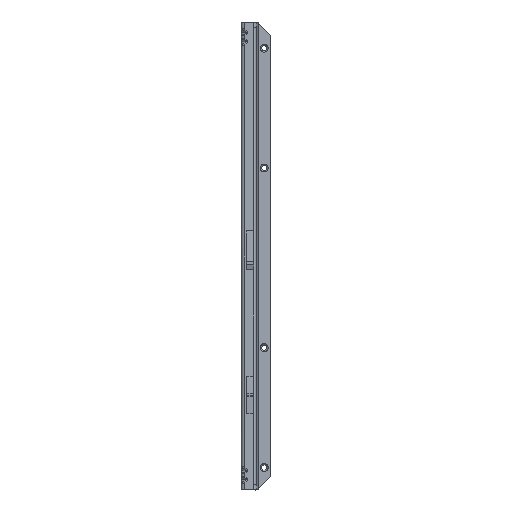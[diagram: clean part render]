
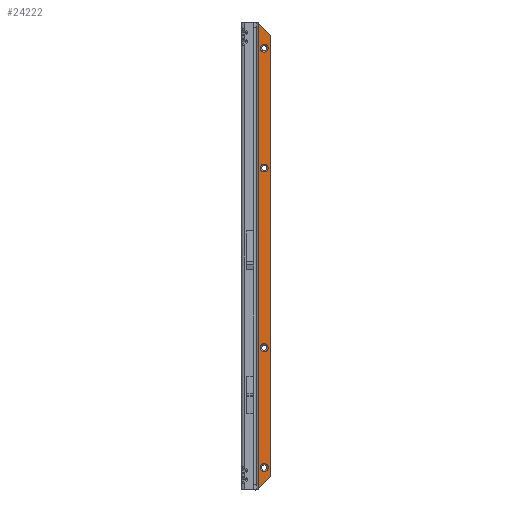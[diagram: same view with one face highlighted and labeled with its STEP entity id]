
A CAD part, front view. The second image highlights one B-rep face of the part: STEP entity #24222.
In plain terms, the highlighted planar face has unit normal (0, -1, 0).
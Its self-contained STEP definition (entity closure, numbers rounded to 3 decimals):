
#715 = CARTESIAN_POINT ( 'NONE',  ( 6.5, -1.5, -32.25 ) ) ;
#1148 = EDGE_CURVE ( 'NONE', #23564, #32302, #35141, .T. ) ;
#1157 = ORIENTED_EDGE ( 'NONE', *, *, #12781, .T. ) ;
#1186 = CARTESIAN_POINT ( 'NONE',  ( 0.121, -1.5, -0.879 ) ) ;
#1634 = EDGE_LOOP ( 'NONE', ( #20606, #27646 ) ) ;
#2034 = ORIENTED_EDGE ( 'NONE', *, *, #28034, .T. ) ;
#3056 = DIRECTION ( 'NONE',  ( -1., 0., 0. ) ) ;
#3596 = DIRECTION ( 'NONE',  ( 0., 1., 0. ) ) ;
#4199 = AXIS2_PLACEMENT_3D ( 'NONE', #6497, #31452, #23580 ) ;
#4765 = LINE ( 'NONE', #47043, #22297 ) ;
#5397 = AXIS2_PLACEMENT_3D ( 'NONE', #39827, #5647, #9607 ) ;
#5647 = DIRECTION ( 'NONE',  ( 0., 1., 0. ) ) ;
#5730 = CARTESIAN_POINT ( 'NONE',  ( 6.5, -1.5, -151.75 ) ) ;
#6129 = CARTESIAN_POINT ( 'NONE',  ( 6.5, -1.5, -476. ) ) ;
#6233 = CARTESIAN_POINT ( 'NONE',  ( 6.5, -1.5, -28. ) ) ;
#6254 = CIRCLE ( 'NONE', #46532, 4.25 ) ;
#6497 = CARTESIAN_POINT ( 'NONE',  ( 6.5, -1.5, -156. ) ) ;
#7197 = VERTEX_POINT ( 'NONE', #5730 ) ;
#7781 = CARTESIAN_POINT ( 'NONE',  ( 0.121, -1.5, -499.121 ) ) ;
#8581 = LINE ( 'NONE', #21164, #46980 ) ;
#8954 = CIRCLE ( 'NONE', #23233, 4.25 ) ;
#9398 = DIRECTION ( 'NONE',  ( -1., 0., 0. ) ) ;
#9472 = ORIENTED_EDGE ( 'NONE', *, *, #35555, .F. ) ;
#9481 = EDGE_LOOP ( 'NONE', ( #21666, #16477 ) ) ;
#9600 = CIRCLE ( 'NONE', #4199, 4.25 ) ;
#9607 = DIRECTION ( 'NONE',  ( -1., 0., 0. ) ) ;
#9928 = FACE_BOUND ( 'NONE', #44572, .T. ) ;
#9952 = DIRECTION ( 'NONE',  ( 0., 1., 0. ) ) ;
#10826 = VERTEX_POINT ( 'NONE', #46090 ) ;
#11736 = ORIENTED_EDGE ( 'NONE', *, *, #21710, .T. ) ;
#12273 = ORIENTED_EDGE ( 'NONE', *, *, #32507, .T. ) ;
#12605 = CIRCLE ( 'NONE', #16157, 4.25 ) ;
#12781 = EDGE_CURVE ( 'NONE', #7197, #49431, #9600, .T. ) ;
#12874 = CARTESIAN_POINT ( 'NONE',  ( 6.5, -1.5, -352.25 ) ) ;
#13256 = FACE_BOUND ( 'NONE', #15224, .T. ) ;
#13644 = CARTESIAN_POINT ( 'NONE',  ( 6.5, -1.5, -476. ) ) ;
#13926 = DIRECTION ( 'NONE',  ( -1., 0., 0. ) ) ;
#14543 = CARTESIAN_POINT ( 'NONE',  ( 0.5, -1.5, -498.742 ) ) ;
#15224 = EDGE_LOOP ( 'NONE', ( #1157, #2034 ) ) ;
#15658 = CARTESIAN_POINT ( 'NONE',  ( 6.5, -1.5, -471.75 ) ) ;
#16157 = AXIS2_PLACEMENT_3D ( 'NONE', #6129, #36926, #3056 ) ;
#16477 = ORIENTED_EDGE ( 'NONE', *, *, #1148, .T. ) ;
#17250 = EDGE_CURVE ( 'NONE', #32302, #23564, #8954, .T. ) ;
#17793 = AXIS2_PLACEMENT_3D ( 'NONE', #34200, #21563, #21839 ) ;
#18136 = DIRECTION ( 'NONE',  ( 0., 1., 0. ) ) ;
#18214 = EDGE_CURVE ( 'NONE', #54545, #41430, #12605, .T. ) ;
#18808 = CIRCLE ( 'NONE', #5397, 4.25 ) ;
#19390 = EDGE_CURVE ( 'NONE', #41430, #54545, #44886, .T. ) ;
#19498 = VECTOR ( 'NONE', #21488, 1000. ) ;
#20227 = ORIENTED_EDGE ( 'NONE', *, *, #19390, .T. ) ;
#20606 = ORIENTED_EDGE ( 'NONE', *, *, #52933, .T. ) ;
#21164 = CARTESIAN_POINT ( 'NONE',  ( 13.5, -1.5, 0. ) ) ;
#21488 = DIRECTION ( 'NONE',  ( 0.707, 0., 0.707 ) ) ;
#21563 = DIRECTION ( 'NONE',  ( 0., 1., 0. ) ) ;
#21666 = ORIENTED_EDGE ( 'NONE', *, *, #17250, .T. ) ;
#21710 = EDGE_CURVE ( 'NONE', #35593, #10826, #8581, .T. ) ;
#21839 = DIRECTION ( 'NONE',  ( -1., 0., 0. ) ) ;
#21966 = FACE_BOUND ( 'NONE', #1634, .T. ) ;
#22245 = FACE_OUTER_BOUND ( 'NONE', #45358, .T. ) ;
#22297 = VECTOR ( 'NONE', #47316, 1000. ) ;
#22721 = DIRECTION ( 'NONE',  ( -0.707, 0., 0.707 ) ) ;
#23233 = AXIS2_PLACEMENT_3D ( 'NONE', #53299, #9952, #9398 ) ;
#23564 = VERTEX_POINT ( 'NONE', #12874 ) ;
#23580 = DIRECTION ( 'NONE',  ( -1., 0., 0. ) ) ;
#23604 = DIRECTION ( 'NONE',  ( -1., 0., 0. ) ) ;
#24222 = ADVANCED_FACE ( 'NONE', ( #9928, #39042, #13256, #21966, #22245 ), #47978, .F. ) ;
#24691 = EDGE_CURVE ( 'NONE', #45659, #35593, #46146, .T. ) ;
#25180 = VERTEX_POINT ( 'NONE', #715 ) ;
#27206 = LINE ( 'NONE', #1186, #47075 ) ;
#27646 = ORIENTED_EDGE ( 'NONE', *, *, #35509, .T. ) ;
#27890 = AXIS2_PLACEMENT_3D ( 'NONE', #13644, #18136, #13926 ) ;
#28034 = EDGE_CURVE ( 'NONE', #49431, #7197, #18808, .T. ) ;
#30387 = CARTESIAN_POINT ( 'NONE',  ( 0., -1.5, -500. ) ) ;
#30661 = DIRECTION ( 'NONE',  ( 0., 1., 0. ) ) ;
#30792 = CARTESIAN_POINT ( 'NONE',  ( 6.5, -1.5, -480.25 ) ) ;
#31452 = DIRECTION ( 'NONE',  ( 0., 1., 0. ) ) ;
#32036 = AXIS2_PLACEMENT_3D ( 'NONE', #30387, #34600, #43008 ) ;
#32302 = VERTEX_POINT ( 'NONE', #35950 ) ;
#32507 = EDGE_CURVE ( 'NONE', #10826, #34142, #27206, .T. ) ;
#33669 = CARTESIAN_POINT ( 'NONE',  ( 6.5, -1.5, -160.25 ) ) ;
#34142 = VERTEX_POINT ( 'NONE', #40357 ) ;
#34200 = CARTESIAN_POINT ( 'NONE',  ( 6.5, -1.5, -28. ) ) ;
#34600 = DIRECTION ( 'NONE',  ( 0., 1., 0. ) ) ;
#34739 = CARTESIAN_POINT ( 'NONE',  ( 13.5, -1.5, -485.742 ) ) ;
#35141 = CIRCLE ( 'NONE', #42430, 4.25 ) ;
#35509 = EDGE_CURVE ( 'NONE', #25180, #52210, #41960, .T. ) ;
#35555 = EDGE_CURVE ( 'NONE', #45659, #34142, #4765, .T. ) ;
#35593 = VERTEX_POINT ( 'NONE', #34739 ) ;
#35950 = CARTESIAN_POINT ( 'NONE',  ( 6.5, -1.5, -343.75 ) ) ;
#36926 = DIRECTION ( 'NONE',  ( 0., 1., 0. ) ) ;
#39042 = FACE_BOUND ( 'NONE', #9481, .T. ) ;
#39827 = CARTESIAN_POINT ( 'NONE',  ( 6.5, -1.5, -156. ) ) ;
#40357 = CARTESIAN_POINT ( 'NONE',  ( 0.5, -1.5, -1.258 ) ) ;
#41430 = VERTEX_POINT ( 'NONE', #30792 ) ;
#41960 = CIRCLE ( 'NONE', #17793, 4.25 ) ;
#42430 = AXIS2_PLACEMENT_3D ( 'NONE', #51445, #3596, #54813 ) ;
#42542 = ORIENTED_EDGE ( 'NONE', *, *, #24691, .T. ) ;
#43008 = DIRECTION ( 'NONE',  ( -1., 0., 0. ) ) ;
#44572 = EDGE_LOOP ( 'NONE', ( #47821, #20227 ) ) ;
#44886 = CIRCLE ( 'NONE', #27890, 4.25 ) ;
#45358 = EDGE_LOOP ( 'NONE', ( #12273, #9472, #42542, #11736 ) ) ;
#45659 = VERTEX_POINT ( 'NONE', #14543 ) ;
#46090 = CARTESIAN_POINT ( 'NONE',  ( 13.5, -1.5, -14.258 ) ) ;
#46146 = LINE ( 'NONE', #7781, #19498 ) ;
#46532 = AXIS2_PLACEMENT_3D ( 'NONE', #6233, #30661, #23604 ) ;
#46980 = VECTOR ( 'NONE', #55313, 1000. ) ;
#47043 = CARTESIAN_POINT ( 'NONE',  ( 0.5, -1.5, -500. ) ) ;
#47075 = VECTOR ( 'NONE', #22721, 1000. ) ;
#47316 = DIRECTION ( 'NONE',  ( 0., 0., 1. ) ) ;
#47821 = ORIENTED_EDGE ( 'NONE', *, *, #18214, .T. ) ;
#47978 = PLANE ( 'NONE',  #32036 ) ;
#49431 = VERTEX_POINT ( 'NONE', #33669 ) ;
#51445 = CARTESIAN_POINT ( 'NONE',  ( 6.5, -1.5, -348. ) ) ;
#51895 = CARTESIAN_POINT ( 'NONE',  ( 6.5, -1.5, -23.75 ) ) ;
#52210 = VERTEX_POINT ( 'NONE', #51895 ) ;
#52933 = EDGE_CURVE ( 'NONE', #52210, #25180, #6254, .T. ) ;
#53299 = CARTESIAN_POINT ( 'NONE',  ( 6.5, -1.5, -348. ) ) ;
#54545 = VERTEX_POINT ( 'NONE', #15658 ) ;
#54813 = DIRECTION ( 'NONE',  ( -1., 0., 0. ) ) ;
#55313 = DIRECTION ( 'NONE',  ( 0., 0., 1. ) ) ;
